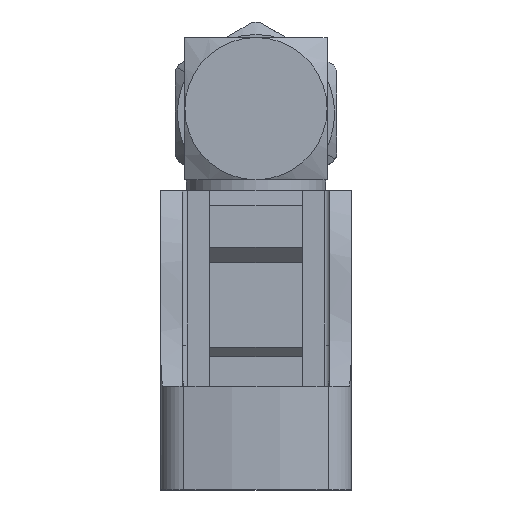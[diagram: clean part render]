
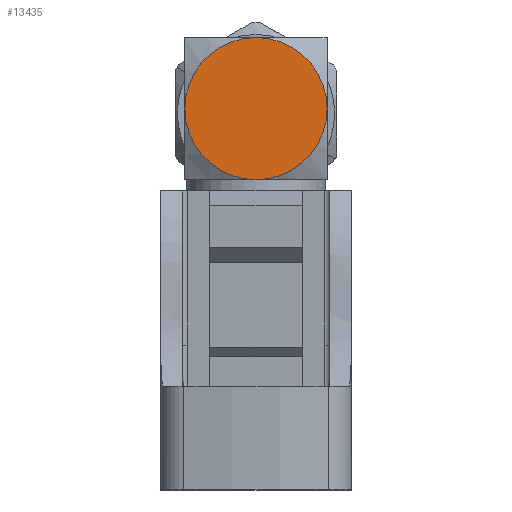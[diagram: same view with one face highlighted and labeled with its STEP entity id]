
A CAD part, top view. The second image highlights one B-rep face of the part: STEP entity #13435.
In plain terms, the highlighted face is planar.
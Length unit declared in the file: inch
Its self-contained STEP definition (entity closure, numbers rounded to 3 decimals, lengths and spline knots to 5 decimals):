
#63 = CIRCLE ( 'NONE', #4870, 0.138 ) ;
#348 = DIRECTION ( 'NONE',  ( 0., 1., 0. ) ) ;
#458 = CARTESIAN_POINT ( 'NONE',  ( 0., 0.138, -0.73965 ) ) ;
#1191 = EDGE_LOOP ( 'NONE', ( #6713, #3123, #8705, #12351 ) ) ;
#1762 = DIRECTION ( 'NONE',  ( 0., 0., 1. ) ) ;
#1846 = AXIS2_PLACEMENT_3D ( 'NONE', #8143, #6780, #16027 ) ;
#2823 = DIRECTION ( 'NONE',  ( 0., 1., 0. ) ) ;
#3123 = ORIENTED_EDGE ( 'NONE', *, *, #15268, .T. ) ;
#3787 = DIRECTION ( 'NONE',  ( 0., 1., 0. ) ) ;
#4426 = CIRCLE ( 'NONE', #11737, 0.138 ) ;
#4571 = EDGE_CURVE ( 'NONE', #15761, #7161, #12431, .T. ) ;
#4870 = AXIS2_PLACEMENT_3D ( 'NONE', #8720, #10066, #7343 ) ;
#5269 = CARTESIAN_POINT ( 'NONE',  ( 0., 0.138, -0.87765 ) ) ;
#5955 = VERTEX_POINT ( 'NONE', #14714 ) ;
#6398 = CARTESIAN_POINT ( 'NONE',  ( 0., 0.138, -0.73965 ) ) ;
#6713 = ORIENTED_EDGE ( 'NONE', *, *, #13782, .T. ) ;
#6780 = DIRECTION ( 'NONE',  ( 0., -1., 0. ) ) ;
#6960 = CARTESIAN_POINT ( 'NONE',  ( -0.138, 0.138, -0.73965 ) ) ;
#7161 = VERTEX_POINT ( 'NONE', #13493 ) ;
#7343 = DIRECTION ( 'NONE',  ( 0., 0., 1. ) ) ;
#7557 = DIRECTION ( 'NONE',  ( 0., 0., 1. ) ) ;
#7664 = AXIS2_PLACEMENT_3D ( 'NONE', #458, #348, #1762 ) ;
#8143 = CARTESIAN_POINT ( 'NONE',  ( 0.138, 0.138, -0.87765 ) ) ;
#8184 = CARTESIAN_POINT ( 'NONE',  ( 0., 0.138, -0.73965 ) ) ;
#8705 = ORIENTED_EDGE ( 'NONE', *, *, #4571, .T. ) ;
#8720 = CARTESIAN_POINT ( 'NONE',  ( 0., 0.138, -0.73965 ) ) ;
#9296 = PLANE ( 'NONE',  #1846 ) ;
#10066 = DIRECTION ( 'NONE',  ( 0., 1., 0. ) ) ;
#11468 = EDGE_CURVE ( 'NONE', #7161, #5955, #4426, .T. ) ;
#11737 = AXIS2_PLACEMENT_3D ( 'NONE', #6398, #3787, #7557 ) ;
#12108 = AXIS2_PLACEMENT_3D ( 'NONE', #8184, #2823, #14678 ) ;
#12351 = ORIENTED_EDGE ( 'NONE', *, *, #11468, .T. ) ;
#12431 = CIRCLE ( 'NONE', #7664, 0.138 ) ;
#13435 = ADVANCED_FACE ( 'NONE', ( #15407 ), #9296, .F. ) ;
#13493 = CARTESIAN_POINT ( 'NONE',  ( 0., 0.138, -0.60165 ) ) ;
#13782 = EDGE_CURVE ( 'NONE', #5955, #16877, #16620, .T. ) ;
#14678 = DIRECTION ( 'NONE',  ( 0., 0., 1. ) ) ;
#14714 = CARTESIAN_POINT ( 'NONE',  ( 0.138, 0.138, -0.73965 ) ) ;
#15268 = EDGE_CURVE ( 'NONE', #16877, #15761, #63, .T. ) ;
#15407 = FACE_OUTER_BOUND ( 'NONE', #1191, .T. ) ;
#15761 = VERTEX_POINT ( 'NONE', #6960 ) ;
#16027 = DIRECTION ( 'NONE',  ( 0., 0., -1. ) ) ;
#16620 = CIRCLE ( 'NONE', #12108, 0.138 ) ;
#16877 = VERTEX_POINT ( 'NONE', #5269 ) ;
